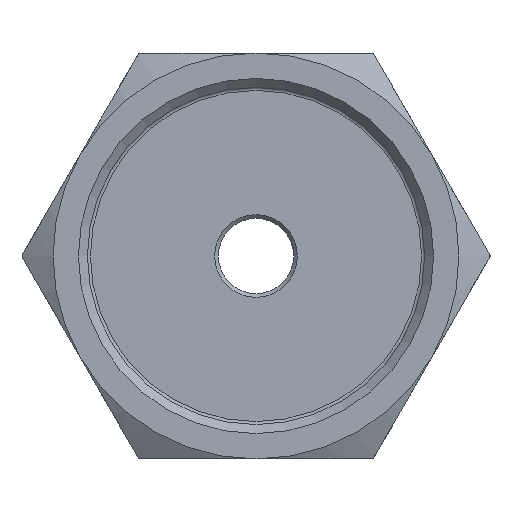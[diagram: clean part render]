
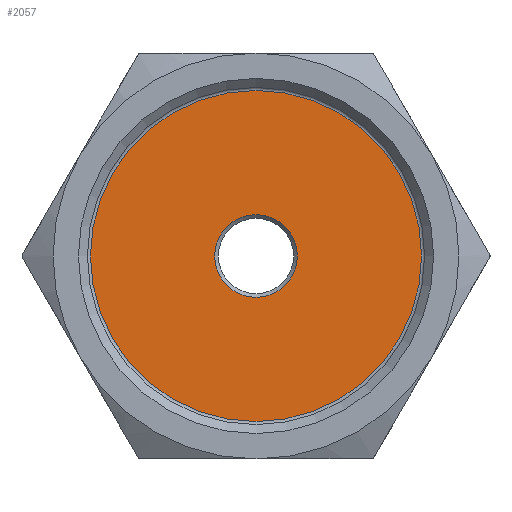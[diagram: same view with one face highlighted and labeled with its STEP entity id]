
A CAD part, left-side view. The second image highlights one B-rep face of the part: STEP entity #2057.
In plain terms, the highlighted planar face has unit normal (-1, 0, 0).
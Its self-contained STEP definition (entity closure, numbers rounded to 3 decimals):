
#245 = CIRCLE ( 'NONE', #256, 22.023 ) ;
#256 = AXIS2_PLACEMENT_3D ( 'NONE', #5277, #5299, #5318 ) ;
#296 = CIRCLE ( 'NONE', #303, 5.5 ) ;
#303 = AXIS2_PLACEMENT_3D ( 'NONE', #5400, #5393, #5397 ) ;
#650 = ORIENTED_EDGE ( 'NONE', *, *, #2422, .F. ) ;
#658 = ORIENTED_EDGE ( 'NONE', *, *, #2397, .F. ) ;
#876 = EDGE_LOOP ( 'NONE', ( #658 ) ) ;
#883 = EDGE_LOOP ( 'NONE', ( #650 ) ) ;
#2057 = ADVANCED_FACE ( 'NONE', ( #10481, #10471 ), #10476, .F. ) ;
#2397 = EDGE_CURVE ( 'NONE', #2588, #2588, #245, .T. ) ;
#2422 = EDGE_CURVE ( 'NONE', #2590, #2590, #296, .T. ) ;
#2579 = CARTESIAN_POINT ( 'NONE',  ( 20.5, 0., 22.023 ) ) ;
#2583 = CARTESIAN_POINT ( 'NONE',  ( 20.5, 0., 5.5 ) ) ;
#2588 = VERTEX_POINT ( 'NONE', #2579 ) ;
#2590 = VERTEX_POINT ( 'NONE', #2583 ) ;
#5277 = CARTESIAN_POINT ( 'NONE',  ( 20.5, 0., 0. ) ) ;
#5299 = DIRECTION ( 'NONE',  ( 1., 0., 0. ) ) ;
#5318 = DIRECTION ( 'NONE',  ( 0., 0., 1. ) ) ;
#5393 = DIRECTION ( 'NONE',  ( -1., 0., 0. ) ) ;
#5397 = DIRECTION ( 'NONE',  ( 0., 0., 1. ) ) ;
#5400 = CARTESIAN_POINT ( 'NONE',  ( 20.5, 0., 0. ) ) ;
#5445 = AXIS2_PLACEMENT_3D ( 'NONE', #10497, #10498, #10499 ) ;
#10471 = FACE_OUTER_BOUND ( 'NONE', #876, .T. ) ;
#10476 = PLANE ( 'NONE',  #5445 ) ;
#10481 = FACE_BOUND ( 'NONE', #883, .T. ) ;
#10497 = CARTESIAN_POINT ( 'NONE',  ( 20.5, 0., -22.522 ) ) ;
#10498 = DIRECTION ( 'NONE',  ( 1., 0., 0. ) ) ;
#10499 = DIRECTION ( 'NONE',  ( 0., 1., 0. ) ) ;
